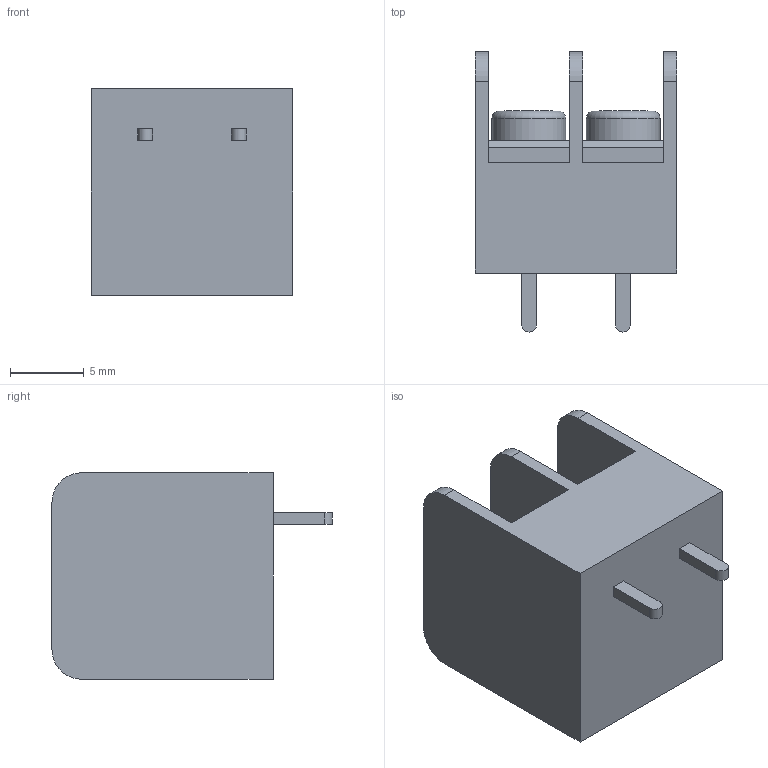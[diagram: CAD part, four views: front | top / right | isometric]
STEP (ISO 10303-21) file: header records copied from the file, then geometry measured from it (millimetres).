
FILE_DESCRIPTION(/* description */ (''),/* implementation_level */ '2;1');
FILE_NAME(/* name */ 'OSTYK21102030.step',/* time_stamp */ '2020-08-02T14:32:20+09:00',/* author */ (''),/* organization */ (''),/* preprocessor_version */ 'ST-DEVELOPER v18.1',/* originating_system */ 'Autodesk Translation Framework v9.3.0.1241',/* authorisation */ '');
FILE_SCHEMA (('AUTOMOTIVE_DESIGN { 1 0 10303 214 3 1 1 }'));
Length unit declared in the file: millimetre
Products named in the file (2): OSTYK21102030; OSTYK21102030_1
Assembly tree (1 placements, depth 2):
  OSTYK21102030
    OSTYK21102030_1
Bounding box: 13.7 x 19 x 14 mm (x, y, z)
Volume: 1958.4 mm3; surface area: 1606.7 mm2
Topology: 5 solids, 5 shells, 78 faces, 198 edges, 132 vertices
Faces by surface type: plane 66, cylinder 10, torus 2
Full cylindrical faces by diameter (mm): 5 x2
Entity records: 2391 total; most frequent: CARTESIAN_POINT 411, ORIENTED_EDGE 396, DIRECTION 386, EDGE_CURVE 198, LINE 172, VECTOR 172, VERTEX_POINT 132, AXIS2_PLACEMENT_3D 107
